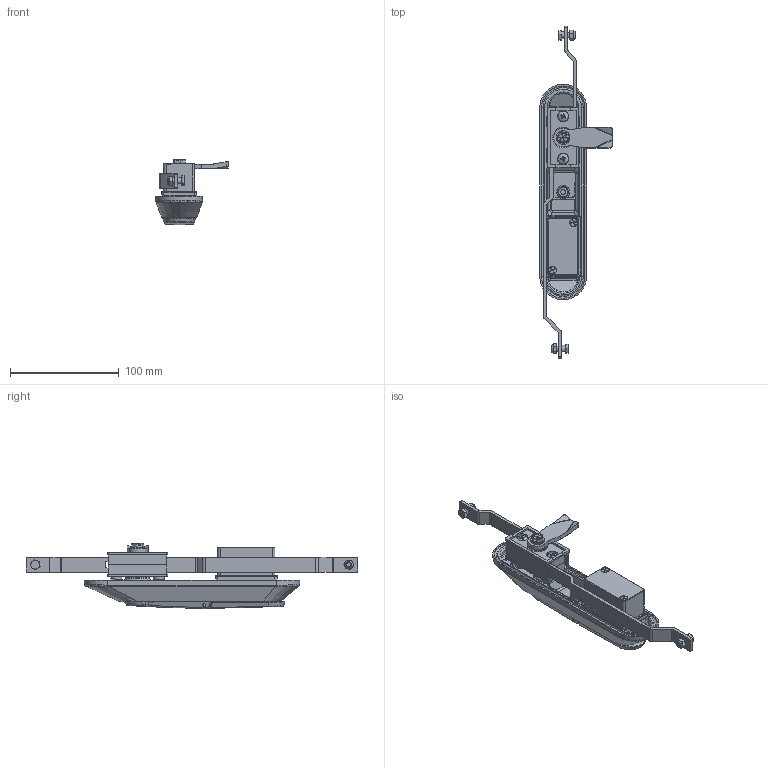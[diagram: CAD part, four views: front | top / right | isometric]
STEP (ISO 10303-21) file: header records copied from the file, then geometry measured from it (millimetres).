
FILE_DESCRIPTION(('STEP AP203'),'1');
FILE_NAME('409.1.12.12.05.30.step','2014-02-28T09:41:10',(' '),(' '),'Spatial InterOp 3D',' ',' ');
FILE_SCHEMA(('CONFIG_CONTROL_DESIGN'));
Length unit declared in the file: millimetre
Products named in the file (25): 1; 2; 3; 4; 5; 6; 7; 8; 9; 10; 11; 12; 13; 14; 15; 16; 17; 18; 19; 20; 21; 22; 23; 24; 25
Bounding box: 66.6 x 305 x 60.03 mm (x, y, z)
Volume: 177712.8 mm3; surface area: 112281.5 mm2
Topology: 25 solids, 25 shells, 2106 faces, 5252 edges, 3186 vertices
Faces by surface type: plane 812, cylinder 611, bspline 349, torus 188, cone 100, sphere 44, extrusion 2
Full cylindrical faces by diameter (mm): 2.6 x3, 3.2 x1, 3.3 x3, 4 x3, 4.1 x2, 4.2 x7, 4.3 x3, 5 x6, 5.2 x1, 5.3 x4, 5.5 x4, 5.85 x1, 6 x4, 6.5 x1, 7 x3, 7.4 x2, 7.5 x2, 7.6 x2, 9.5 x2, 10 x6, 10.4 x4, 12.2 x1, 12.5 x1, 14 x1, 14.2 x2, 15 x1, 15.1 x1, 15.6 x1, 15.7 x1, 16 x1
Entity records: 99496 total; most frequent: CARTESIAN_POINT 50588, ORIENTED_EDGE 10052, DIRECTION 9913, EDGE_CURVE 5026, AXIS2_PLACEMENT_3D 3823, VERTEX_POINT 3136, EDGE_LOOP 2352, VECTOR 2267
